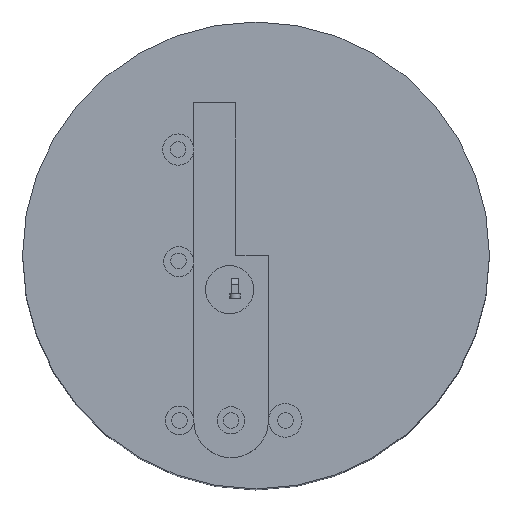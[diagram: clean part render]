
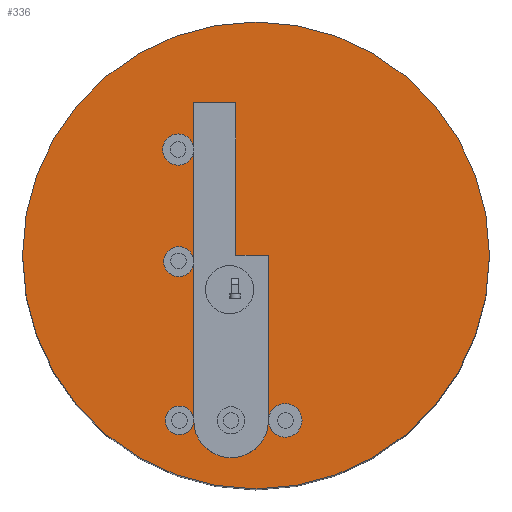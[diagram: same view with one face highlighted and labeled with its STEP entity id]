
A CAD part, top view. The second image highlights one B-rep face of the part: STEP entity #336.
In plain terms, the highlighted planar face has unit normal (0, 0, 1).
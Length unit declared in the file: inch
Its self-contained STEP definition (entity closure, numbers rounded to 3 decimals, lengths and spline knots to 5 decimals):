
#249=PLANE('',#807);
#290=FACE_OUTER_BOUND('',#439,.T.);
#336=ADVANCED_FACE('',(#290),#249,.T.);
#439=EDGE_LOOP('',(#511));
#511=ORIENTED_EDGE('',*,*,#703,.T.);
#647=VERTEX_POINT('',#1105);
#703=EDGE_CURVE('',#647,#647,#772,.T.);
#772=CIRCLE('',#804,7.5);
#804=AXIS2_PLACEMENT_3D('',#1104,#893,#894);
#807=AXIS2_PLACEMENT_3D('',#1109,#899,#900);
#893=DIRECTION('',(0.,0.,1.));
#894=DIRECTION('',(1.,0.,0.));
#899=DIRECTION('',(0.,0.,1.));
#900=DIRECTION('',(1.,0.,0.));
#1104=CARTESIAN_POINT('',(0.,0.,20.));
#1105=CARTESIAN_POINT('',(7.5,0.,20.));
#1109=CARTESIAN_POINT('',(0.,0.,20.));
